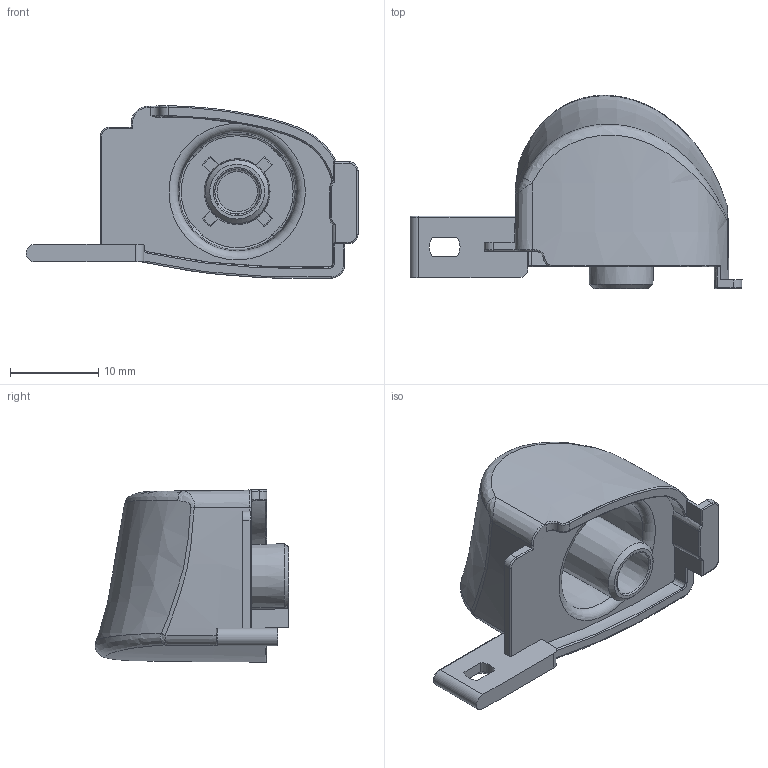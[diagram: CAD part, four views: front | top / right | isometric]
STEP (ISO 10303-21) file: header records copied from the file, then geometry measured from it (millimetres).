
FILE_DESCRIPTION(/* description */ (''),/* implementation_level */ '2;1');
FILE_NAME(/* name */ 'HHL Ergo Trigger Printable L.step',/* time_stamp */ '2023-01-19T15:11:51-08:00',/* author */ (''),/* organization */ (''),/* preprocessor_version */ 'ST-DEVELOPER v19.2',/* originating_system */ 'Autodesk Translation Framework v11.17.0.187',/* authorisation */ '');
FILE_SCHEMA (('AUTOMOTIVE_DESIGN { 1 0 10303 214 3 1 1 }'));
Length unit declared in the file: millimetre
Products named in the file (1): HHL Ergo Trigger Printable(Mirror)
Bounding box: 37.62 x 21.95 x 19.55 mm (x, y, z)
Volume: 5048.5 mm3; surface area: 3124.7 mm2
Topology: 1 solids, 1 shells, 141 faces, 393 edges, 256 vertices
Faces by surface type: plane 47, bspline 37, cone 21, cylinder 21, torus 15
Entity records: 6794 total; most frequent: CARTESIAN_POINT 3530, ORIENTED_EDGE 786, DIRECTION 537, EDGE_CURVE 393, VERTEX_POINT 256, AXIS2_PLACEMENT_3D 214, EDGE_LOOP 145, B_SPLINE_CURVE_WITH_KNOTS 142
